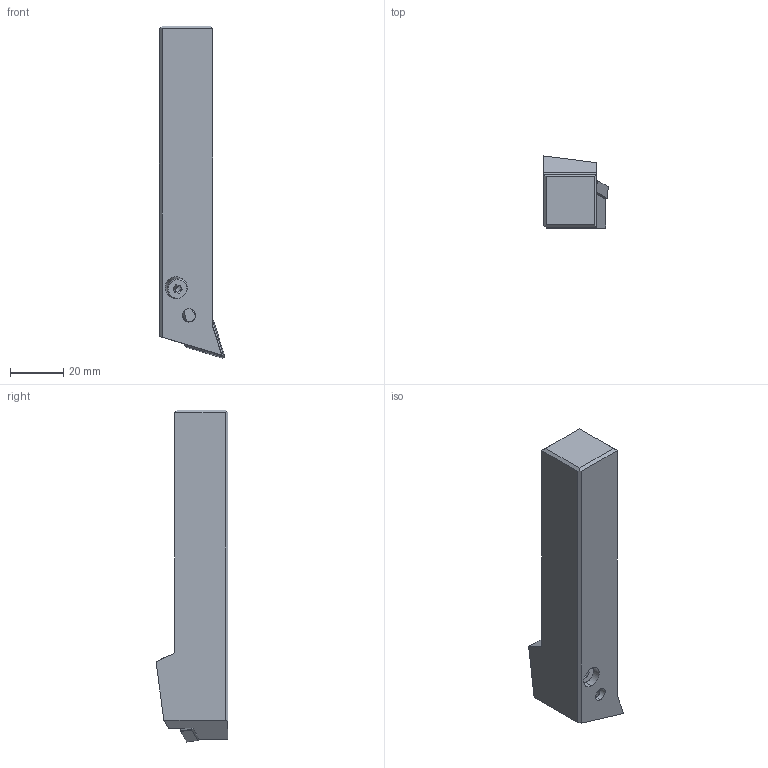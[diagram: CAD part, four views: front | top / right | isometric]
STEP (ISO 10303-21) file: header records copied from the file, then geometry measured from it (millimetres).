
FILE_DESCRIPTION(/* description */ (''),/* implementation_level */ '2;1');
FILE_NAME(/* name */ 'PDHNL2020K15.stp',/* time_stamp */ '2021-11-11T11:40:59+09:00',/* author */ (''),/* organization */ (''),/* preprocessor_version */ 'ST-DEVELOPER v16',/* originating_system */ 'SIEMENS PLM Software NX 10.0',/* authorisation */ '');
FILE_SCHEMA (('AUTOMOTIVE_DESIGN { 1 0 10303 214 3 1 1 1 }'));
Length unit declared in the file: millimetre
Products named in the file (1): PDHNL2020K15_ASM
Bounding box: 24.37 x 26.97 x 124.37 mm (x, y, z)
Volume: 48226.7 mm3; surface area: 13659.8 mm2
Topology: 5 solids, 5 shells, 164 faces, 425 edges, 267 vertices
Faces by surface type: plane 78, cylinder 44, cone 25, torus 11, bspline 4, extrusion 2
Entity records: 6092 total; most frequent: CARTESIAN_POINT 1917, DIRECTION 872, ORIENTED_EDGE 830, EDGE_CURVE 415, AXIS2_PLACEMENT_3D 323, VERTEX_POINT 262, VECTOR 226, LINE 224
